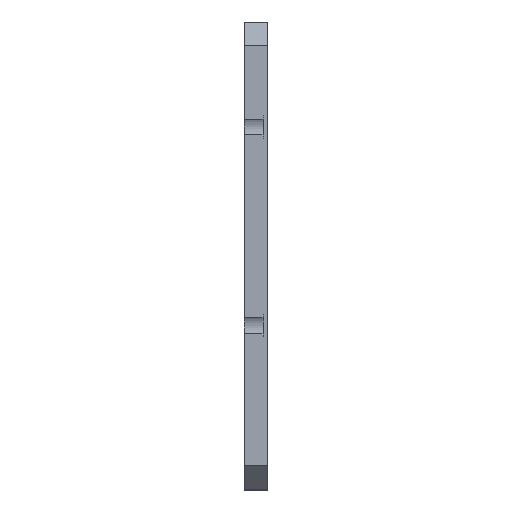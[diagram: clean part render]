
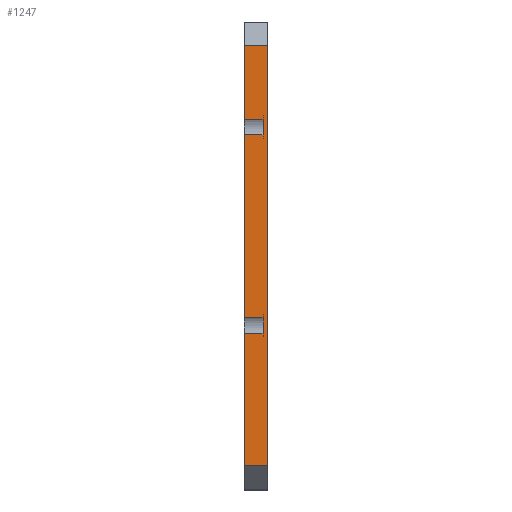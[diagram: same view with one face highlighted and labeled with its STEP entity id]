
A CAD part, top view. The second image highlights one B-rep face of the part: STEP entity #1247.
In plain terms, the highlighted planar face has unit normal (0, 0, 1).
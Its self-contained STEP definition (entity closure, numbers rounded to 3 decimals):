
#27 = VECTOR ( 'NONE', #665, 1000. ) ;
#92 = DIRECTION ( 'NONE',  ( -1., 0., 0. ) ) ;
#100 = VERTEX_POINT ( 'NONE', #485 ) ;
#133 = VERTEX_POINT ( 'NONE', #1779 ) ;
#154 = VECTOR ( 'NONE', #2031, 1000. ) ;
#170 = CARTESIAN_POINT ( 'NONE',  ( 0., -16.658, 95. ) ) ;
#201 = VERTEX_POINT ( 'NONE', #170 ) ;
#234 = LINE ( 'NONE', #2057, #1076 ) ;
#245 = EDGE_CURVE ( 'NONE', #133, #1074, #1661, .T. ) ;
#246 = EDGE_CURVE ( 'NONE', #133, #100, #1854, .T. ) ;
#249 = DIRECTION ( 'NONE',  ( -1., 0., 0. ) ) ;
#321 = CARTESIAN_POINT ( 'NONE',  ( 5., 45., 95. ) ) ;
#330 = VERTEX_POINT ( 'NONE', #1882 ) ;
#349 = CARTESIAN_POINT ( 'NONE',  ( 4., -13.342, 95. ) ) ;
#384 = CARTESIAN_POINT ( 'NONE',  ( 0., 45., 95. ) ) ;
#410 = VECTOR ( 'NONE', #827, 1000. ) ;
#436 = DIRECTION ( 'NONE',  ( 0., 1., 0. ) ) ;
#452 = AXIS2_PLACEMENT_3D ( 'NONE', #1421, #1563, #587 ) ;
#459 = ORIENTED_EDGE ( 'NONE', *, *, #577, .T. ) ;
#485 = CARTESIAN_POINT ( 'NONE',  ( 0., 25.842, 95. ) ) ;
#500 = VERTEX_POINT ( 'NONE', #384 ) ;
#516 = VERTEX_POINT ( 'NONE', #573 ) ;
#529 = LINE ( 'NONE', #1856, #1720 ) ;
#555 = VERTEX_POINT ( 'NONE', #760 ) ;
#573 = CARTESIAN_POINT ( 'NONE',  ( 4., -16.658, 95. ) ) ;
#577 = EDGE_CURVE ( 'NONE', #516, #201, #2084, .T. ) ;
#580 = VERTEX_POINT ( 'NONE', #1747 ) ;
#587 = DIRECTION ( 'NONE',  ( 1., 0., 0. ) ) ;
#620 = DIRECTION ( 'NONE',  ( 0., 1., 0. ) ) ;
#665 = DIRECTION ( 'NONE',  ( 1., 0., 0. ) ) ;
#669 = ORIENTED_EDGE ( 'NONE', *, *, #245, .T. ) ;
#675 = CARTESIAN_POINT ( 'NONE',  ( 0., -45., 95. ) ) ;
#702 = EDGE_CURVE ( 'NONE', #330, #500, #1630, .T. ) ;
#760 = CARTESIAN_POINT ( 'NONE',  ( 5., -45., 95. ) ) ;
#808 = VECTOR ( 'NONE', #2012, 1000. ) ;
#827 = DIRECTION ( 'NONE',  ( -1., 0., 0. ) ) ;
#864 = FACE_OUTER_BOUND ( 'NONE', #1360, .T. ) ;
#866 = VERTEX_POINT ( 'NONE', #1921 ) ;
#910 = PLANE ( 'NONE',  #452 ) ;
#920 = LINE ( 'NONE', #1113, #949 ) ;
#930 = EDGE_CURVE ( 'NONE', #1528, #201, #1449, .T. ) ;
#933 = VECTOR ( 'NONE', #1904, 1000. ) ;
#949 = VECTOR ( 'NONE', #620, 1000. ) ;
#978 = ORIENTED_EDGE ( 'NONE', *, *, #1627, .T. ) ;
#999 = ORIENTED_EDGE ( 'NONE', *, *, #930, .F. ) ;
#1010 = ORIENTED_EDGE ( 'NONE', *, *, #1092, .F. ) ;
#1030 = DIRECTION ( 'NONE',  ( 1., 0., 0. ) ) ;
#1035 = ORIENTED_EDGE ( 'NONE', *, *, #2039, .F. ) ;
#1038 = ORIENTED_EDGE ( 'NONE', *, *, #1915, .F. ) ;
#1074 = VERTEX_POINT ( 'NONE', #1394 ) ;
#1076 = VECTOR ( 'NONE', #1080, 1000. ) ;
#1079 = EDGE_CURVE ( 'NONE', #580, #100, #1725, .T. ) ;
#1080 = DIRECTION ( 'NONE',  ( 0., 1., 0. ) ) ;
#1092 = EDGE_CURVE ( 'NONE', #516, #1074, #234, .T. ) ;
#1113 = CARTESIAN_POINT ( 'NONE',  ( 5., -45., 95. ) ) ;
#1231 = VECTOR ( 'NONE', #249, 1000. ) ;
#1235 = CARTESIAN_POINT ( 'NONE',  ( 4., -45., 95. ) ) ;
#1245 = VECTOR ( 'NONE', #1680, 1000. ) ;
#1247 = ADVANCED_FACE ( 'NONE', ( #864 ), #910, .T. ) ;
#1260 = CARTESIAN_POINT ( 'NONE',  ( 0., -45., 95. ) ) ;
#1304 = ORIENTED_EDGE ( 'NONE', *, *, #702, .T. ) ;
#1360 = EDGE_LOOP ( 'NONE', ( #2089, #669, #1010, #459, #999, #2115, #978, #1304, #1038, #2016, #1035, #2025 ) ) ;
#1394 = CARTESIAN_POINT ( 'NONE',  ( 4., -13.342, 95. ) ) ;
#1405 = LINE ( 'NONE', #1235, #808 ) ;
#1421 = CARTESIAN_POINT ( 'NONE',  ( 5., -45., 95. ) ) ;
#1449 = LINE ( 'NONE', #2123, #1838 ) ;
#1467 = VERTEX_POINT ( 'NONE', #1782 ) ;
#1528 = VERTEX_POINT ( 'NONE', #1260 ) ;
#1558 = LINE ( 'NONE', #1741, #1231 ) ;
#1563 = DIRECTION ( 'NONE',  ( 0., 0., 1. ) ) ;
#1593 = VECTOR ( 'NONE', #92, 1000. ) ;
#1627 = EDGE_CURVE ( 'NONE', #555, #330, #920, .T. ) ;
#1630 = LINE ( 'NONE', #321, #410 ) ;
#1661 = LINE ( 'NONE', #349, #27 ) ;
#1680 = DIRECTION ( 'NONE',  ( 0., 1., 0. ) ) ;
#1708 = CARTESIAN_POINT ( 'NONE',  ( 0., -45., 95. ) ) ;
#1720 = VECTOR ( 'NONE', #1030, 1000. ) ;
#1725 = LINE ( 'NONE', #2048, #933 ) ;
#1741 = CARTESIAN_POINT ( 'NONE',  ( 5., -45., 95. ) ) ;
#1747 = CARTESIAN_POINT ( 'NONE',  ( 4., 25.842, 95. ) ) ;
#1779 = CARTESIAN_POINT ( 'NONE',  ( 0., -13.342, 95. ) ) ;
#1782 = CARTESIAN_POINT ( 'NONE',  ( 4., 29.158, 95. ) ) ;
#1838 = VECTOR ( 'NONE', #436, 1000. ) ;
#1854 = LINE ( 'NONE', #675, #1245 ) ;
#1856 = CARTESIAN_POINT ( 'NONE',  ( 4., 29.158, 95. ) ) ;
#1882 = CARTESIAN_POINT ( 'NONE',  ( 5., 45., 95. ) ) ;
#1886 = EDGE_CURVE ( 'NONE', #555, #1528, #1558, .T. ) ;
#1904 = DIRECTION ( 'NONE',  ( -1., 0., 0. ) ) ;
#1915 = EDGE_CURVE ( 'NONE', #866, #500, #2049, .T. ) ;
#1921 = CARTESIAN_POINT ( 'NONE',  ( 0., 29.158, 95. ) ) ;
#2012 = DIRECTION ( 'NONE',  ( 0., 1., 0. ) ) ;
#2016 = ORIENTED_EDGE ( 'NONE', *, *, #2040, .T. ) ;
#2025 = ORIENTED_EDGE ( 'NONE', *, *, #1079, .T. ) ;
#2031 = DIRECTION ( 'NONE',  ( 0., 1., 0. ) ) ;
#2039 = EDGE_CURVE ( 'NONE', #580, #1467, #1405, .T. ) ;
#2040 = EDGE_CURVE ( 'NONE', #866, #1467, #529, .T. ) ;
#2048 = CARTESIAN_POINT ( 'NONE',  ( 4., 25.842, 95. ) ) ;
#2049 = LINE ( 'NONE', #1708, #154 ) ;
#2057 = CARTESIAN_POINT ( 'NONE',  ( 4., -45., 95. ) ) ;
#2077 = CARTESIAN_POINT ( 'NONE',  ( 4., -16.658, 95. ) ) ;
#2084 = LINE ( 'NONE', #2077, #1593 ) ;
#2089 = ORIENTED_EDGE ( 'NONE', *, *, #246, .F. ) ;
#2115 = ORIENTED_EDGE ( 'NONE', *, *, #1886, .F. ) ;
#2123 = CARTESIAN_POINT ( 'NONE',  ( 0., -45., 95. ) ) ;
